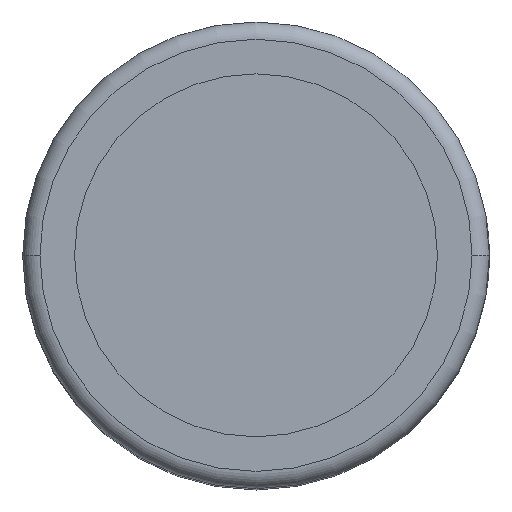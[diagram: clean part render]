
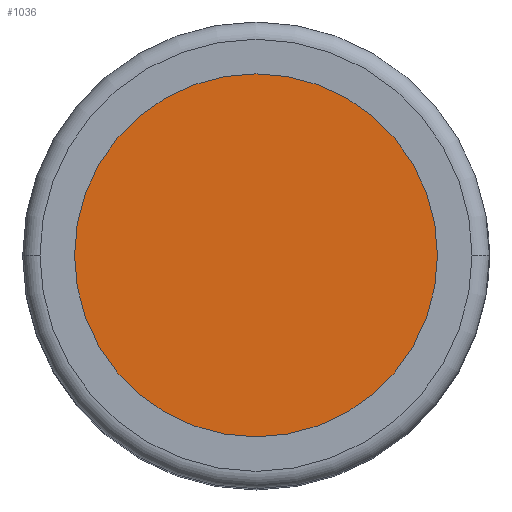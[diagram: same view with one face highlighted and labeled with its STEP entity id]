
A CAD part, top view. The second image highlights one B-rep face of the part: STEP entity #1036.
In plain terms, the highlighted planar face has unit normal (0, 0, 1).
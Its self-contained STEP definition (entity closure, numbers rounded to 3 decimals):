
#966=CARTESIAN_POINT('',(5.25,0.0,22.4));
#967=VERTEX_POINT('',#966);
#976=CARTESIAN_POINT('',(-5.25,0.,22.4));
#977=VERTEX_POINT('',#976);
#978=CARTESIAN_POINT('',(0.0,0.0,22.4));
#979=DIRECTION('',(0.0,0.0,-1.0));
#980=DIRECTION('',(1.0,0.0,0.0));
#981=AXIS2_PLACEMENT_3D('',#978,#979,#980);
#982=CIRCLE('',#981,5.25);
#983=EDGE_CURVE('',#967,#977,#982,.T.);
#1017=CARTESIAN_POINT('',(0.0,0.0,22.4));
#1018=DIRECTION('',(0.0,0.0,-1.0));
#1019=DIRECTION('',(1.0,0.0,0.0));
#1020=AXIS2_PLACEMENT_3D('',#1017,#1018,#1019);
#1021=CIRCLE('',#1020,5.25);
#1022=EDGE_CURVE('',#977,#967,#1021,.T.);
#1027=CARTESIAN_POINT('',(0.0,0.0,22.4));
#1028=DIRECTION('',(0.0,0.0,1.0));
#1029=DIRECTION('',(1.0,0.0,0.0));
#1030=AXIS2_PLACEMENT_3D('',#1027,#1028,#1029);
#1031=PLANE('',#1030);
#1032=ORIENTED_EDGE('',*,*,#983,.F.);
#1033=ORIENTED_EDGE('',*,*,#1022,.F.);
#1034=EDGE_LOOP('',(#1032,#1033));
#1035=FACE_OUTER_BOUND('',#1034,.T.);
#1036=ADVANCED_FACE('',(#1035),#1031,.T.);
